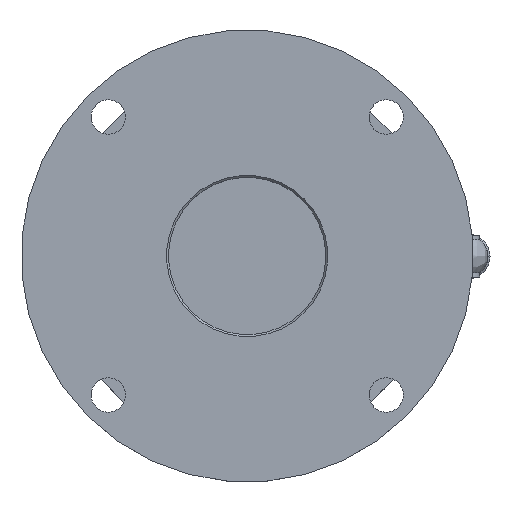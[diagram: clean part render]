
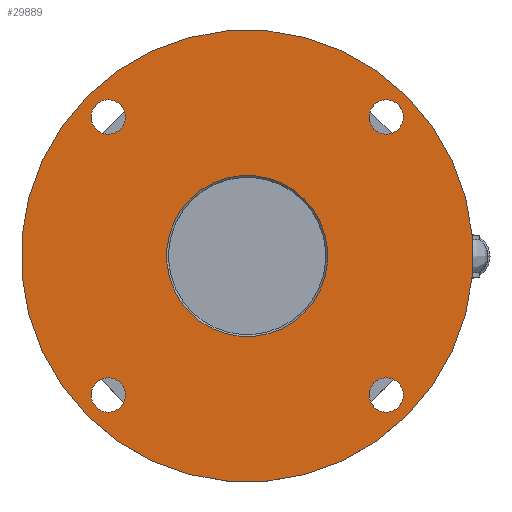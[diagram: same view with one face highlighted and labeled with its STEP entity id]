
A CAD part, top view. The second image highlights one B-rep face of the part: STEP entity #29889.
In plain terms, the highlighted planar face has unit normal (0, 0, 1).
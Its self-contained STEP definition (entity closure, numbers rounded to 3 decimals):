
#889 = CIRCLE ( 'NONE', #39263, 8.75 ) ;
#896 = CARTESIAN_POINT ( 'NONE',  ( 0., 0., 185. ) ) ;
#1059 = DIRECTION ( 'NONE',  ( 0.707, -0.707, 0. ) ) ;
#1312 = AXIS2_PLACEMENT_3D ( 'NONE', #22655, #23037, #27602 ) ;
#1352 = DIRECTION ( 'NONE',  ( 0.707, -0.707, 0. ) ) ;
#1953 = VERTEX_POINT ( 'NONE', #37987 ) ;
#2841 = CIRCLE ( 'NONE', #3649, 41. ) ;
#2882 = DIRECTION ( 'NONE',  ( 0., 0., -1. ) ) ;
#3203 = DIRECTION ( 'NONE',  ( 0., 0., -1. ) ) ;
#3649 = AXIS2_PLACEMENT_3D ( 'NONE', #51013, #29878, #8099 ) ;
#3725 = DIRECTION ( 'NONE',  ( 0.707, -0.707, 0. ) ) ;
#4065 = CARTESIAN_POINT ( 'NONE',  ( -28.991, 28.991, 185. ) ) ;
#6997 = FACE_BOUND ( 'NONE', #13078, .T. ) ;
#8099 = DIRECTION ( 'NONE',  ( 0.707, -0.707, 0. ) ) ;
#8572 = DIRECTION ( 'NONE',  ( 0., 0., -1. ) ) ;
#8977 = AXIS2_PLACEMENT_3D ( 'NONE', #896, #52226, #34855 ) ;
#9415 = VERTEX_POINT ( 'NONE', #48480 ) ;
#11369 = DIRECTION ( 'NONE',  ( 0., 0., -1. ) ) ;
#11607 = VERTEX_POINT ( 'NONE', #18538 ) ;
#12011 = DIRECTION ( 'NONE',  ( 0.707, -0.707, 0. ) ) ;
#12738 = CARTESIAN_POINT ( 'NONE',  ( 76.898, -76.898, 185. ) ) ;
#13078 = EDGE_LOOP ( 'NONE', ( #17340, #27675 ) ) ;
#14621 = PLANE ( 'NONE',  #49739 ) ;
#15553 = CIRCLE ( 'NONE', #15663, 8.75 ) ;
#15579 = CARTESIAN_POINT ( 'NONE',  ( 64.523, 76.898, 185. ) ) ;
#15663 = AXIS2_PLACEMENT_3D ( 'NONE', #54931, #3203, #12011 ) ;
#16050 = CARTESIAN_POINT ( 'NONE',  ( 70.711, 70.711, 185. ) ) ;
#16205 = VERTEX_POINT ( 'NONE', #26680 ) ;
#16431 = ORIENTED_EDGE ( 'NONE', *, *, #17071, .T. ) ;
#16557 = EDGE_CURVE ( 'NONE', #9415, #54793, #34162, .T. ) ;
#17071 = EDGE_CURVE ( 'NONE', #18313, #25286, #27360, .T. ) ;
#17340 = ORIENTED_EDGE ( 'NONE', *, *, #44074, .T. ) ;
#17772 = DIRECTION ( 'NONE',  ( 0.707, -0.707, 0. ) ) ;
#18313 = VERTEX_POINT ( 'NONE', #47860 ) ;
#18420 = AXIS2_PLACEMENT_3D ( 'NONE', #38865, #34132, #42866 ) ;
#18538 = CARTESIAN_POINT ( 'NONE',  ( 28.991, -28.991, 185. ) ) ;
#19279 = CIRCLE ( 'NONE', #49012, 8.75 ) ;
#19417 = ORIENTED_EDGE ( 'NONE', *, *, #16557, .F. ) ;
#21043 = VERTEX_POINT ( 'NONE', #36988 ) ;
#21090 = FACE_BOUND ( 'NONE', #39634, .T. ) ;
#21112 = ORIENTED_EDGE ( 'NONE', *, *, #43385, .T. ) ;
#21323 = CARTESIAN_POINT ( 'NONE',  ( -70.711, 70.711, 185. ) ) ;
#22228 = VERTEX_POINT ( 'NONE', #4065 ) ;
#22249 = ORIENTED_EDGE ( 'NONE', *, *, #37300, .T. ) ;
#22404 = AXIS2_PLACEMENT_3D ( 'NONE', #21323, #8572, #39402 ) ;
#22655 = CARTESIAN_POINT ( 'NONE',  ( 70.711, -70.711, 185. ) ) ;
#23037 = DIRECTION ( 'NONE',  ( 0., 0., -1. ) ) ;
#23232 = EDGE_CURVE ( 'NONE', #52020, #31309, #42766, .T. ) ;
#23705 = AXIS2_PLACEMENT_3D ( 'NONE', #54057, #2882, #49694 ) ;
#25286 = VERTEX_POINT ( 'NONE', #15579 ) ;
#26012 = CIRCLE ( 'NONE', #18420, 8.75 ) ;
#26680 = CARTESIAN_POINT ( 'NONE',  ( -76.898, 76.898, 185. ) ) ;
#27073 = DIRECTION ( 'NONE',  ( 0., 0., -1. ) ) ;
#27144 = ORIENTED_EDGE ( 'NONE', *, *, #50891, .T. ) ;
#27347 = EDGE_LOOP ( 'NONE', ( #35993, #21112 ) ) ;
#27360 = CIRCLE ( 'NONE', #33722, 8.75 ) ;
#27602 = DIRECTION ( 'NONE',  ( 0.707, -0.707, 0. ) ) ;
#27675 = ORIENTED_EDGE ( 'NONE', *, *, #23232, .T. ) ;
#28004 = EDGE_LOOP ( 'NONE', ( #27144, #32756 ) ) ;
#29853 = FACE_BOUND ( 'NONE', #27347, .T. ) ;
#29878 = DIRECTION ( 'NONE',  ( 0., 0., -1. ) ) ;
#29889 = ADVANCED_FACE ( 'NONE', ( #29853, #21090, #6997, #31831, #53459, #31201 ), #14621, .F. ) ;
#30149 = EDGE_CURVE ( 'NONE', #21043, #1953, #43320, .T. ) ;
#30195 = EDGE_CURVE ( 'NONE', #16205, #55095, #889, .T. ) ;
#30431 = CARTESIAN_POINT ( 'NONE',  ( -64.523, 64.523, 185. ) ) ;
#31201 = FACE_OUTER_BOUND ( 'NONE', #42803, .T. ) ;
#31309 = VERTEX_POINT ( 'NONE', #12738 ) ;
#31831 = FACE_BOUND ( 'NONE', #35297, .T. ) ;
#32448 = EDGE_CURVE ( 'NONE', #1953, #21043, #15553, .T. ) ;
#32756 = ORIENTED_EDGE ( 'NONE', *, *, #30195, .T. ) ;
#33722 = AXIS2_PLACEMENT_3D ( 'NONE', #16050, #11369, #50501 ) ;
#34132 = DIRECTION ( 'NONE',  ( 0., 0., -1. ) ) ;
#34162 = CIRCLE ( 'NONE', #23705, 115. ) ;
#34855 = DIRECTION ( 'NONE',  ( 0.707, -0.707, 0. ) ) ;
#35297 = EDGE_LOOP ( 'NONE', ( #16431, #22249 ) ) ;
#35395 = ORIENTED_EDGE ( 'NONE', *, *, #48061, .F. ) ;
#35593 = CARTESIAN_POINT ( 'NONE',  ( 70.711, -70.711, 185. ) ) ;
#35993 = ORIENTED_EDGE ( 'NONE', *, *, #54946, .T. ) ;
#36002 = AXIS2_PLACEMENT_3D ( 'NONE', #43072, #47369, #17772 ) ;
#36988 = CARTESIAN_POINT ( 'NONE',  ( -76.898, -64.523, 185. ) ) ;
#37300 = EDGE_CURVE ( 'NONE', #25286, #18313, #26012, .T. ) ;
#37421 = CIRCLE ( 'NONE', #22404, 8.75 ) ;
#37987 = CARTESIAN_POINT ( 'NONE',  ( -64.523, -76.898, 185. ) ) ;
#38162 = CARTESIAN_POINT ( 'NONE',  ( -70.711, 70.711, 185. ) ) ;
#38865 = CARTESIAN_POINT ( 'NONE',  ( 70.711, 70.711, 185. ) ) ;
#39263 = AXIS2_PLACEMENT_3D ( 'NONE', #38162, #46082, #3725 ) ;
#39402 = DIRECTION ( 'NONE',  ( 0.707, -0.707, 0. ) ) ;
#39634 = EDGE_LOOP ( 'NONE', ( #45275, #49814 ) ) ;
#40000 = AXIS2_PLACEMENT_3D ( 'NONE', #42152, #50783, #46270 ) ;
#41816 = CARTESIAN_POINT ( 'NONE',  ( -81.317, 81.317, 185. ) ) ;
#42152 = CARTESIAN_POINT ( 'NONE',  ( -70.711, -70.711, 185. ) ) ;
#42766 = CIRCLE ( 'NONE', #1312, 8.75 ) ;
#42803 = EDGE_LOOP ( 'NONE', ( #19417, #35395 ) ) ;
#42866 = DIRECTION ( 'NONE',  ( 0.707, -0.707, 0. ) ) ;
#43072 = CARTESIAN_POINT ( 'NONE',  ( 0., 0., 185. ) ) ;
#43320 = CIRCLE ( 'NONE', #40000, 8.75 ) ;
#43385 = EDGE_CURVE ( 'NONE', #11607, #22228, #49593, .T. ) ;
#44074 = EDGE_CURVE ( 'NONE', #31309, #52020, #19279, .T. ) ;
#44583 = CARTESIAN_POINT ( 'NONE',  ( 0., 0., 185. ) ) ;
#45275 = ORIENTED_EDGE ( 'NONE', *, *, #32448, .T. ) ;
#46082 = DIRECTION ( 'NONE',  ( 0., 0., -1. ) ) ;
#46270 = DIRECTION ( 'NONE',  ( 0.707, -0.707, 0. ) ) ;
#47369 = DIRECTION ( 'NONE',  ( 0., 0., -1. ) ) ;
#47860 = CARTESIAN_POINT ( 'NONE',  ( 76.898, 64.523, 185. ) ) ;
#48061 = EDGE_CURVE ( 'NONE', #54793, #9415, #55220, .T. ) ;
#48480 = CARTESIAN_POINT ( 'NONE',  ( 81.317, -81.317, 185. ) ) ;
#49012 = AXIS2_PLACEMENT_3D ( 'NONE', #35593, #52603, #1059 ) ;
#49593 = CIRCLE ( 'NONE', #8977, 41. ) ;
#49694 = DIRECTION ( 'NONE',  ( 0.707, -0.707, 0. ) ) ;
#49739 = AXIS2_PLACEMENT_3D ( 'NONE', #44583, #27073, #1352 ) ;
#49814 = ORIENTED_EDGE ( 'NONE', *, *, #30149, .T. ) ;
#50501 = DIRECTION ( 'NONE',  ( 0.707, -0.707, 0. ) ) ;
#50783 = DIRECTION ( 'NONE',  ( 0., 0., -1. ) ) ;
#50891 = EDGE_CURVE ( 'NONE', #55095, #16205, #37421, .T. ) ;
#51013 = CARTESIAN_POINT ( 'NONE',  ( 0., 0., 185. ) ) ;
#52020 = VERTEX_POINT ( 'NONE', #54170 ) ;
#52226 = DIRECTION ( 'NONE',  ( 0., 0., -1. ) ) ;
#52603 = DIRECTION ( 'NONE',  ( 0., 0., -1. ) ) ;
#53459 = FACE_BOUND ( 'NONE', #28004, .T. ) ;
#54057 = CARTESIAN_POINT ( 'NONE',  ( 0., 0., 185. ) ) ;
#54170 = CARTESIAN_POINT ( 'NONE',  ( 64.523, -64.523, 185. ) ) ;
#54793 = VERTEX_POINT ( 'NONE', #41816 ) ;
#54931 = CARTESIAN_POINT ( 'NONE',  ( -70.711, -70.711, 185. ) ) ;
#54946 = EDGE_CURVE ( 'NONE', #22228, #11607, #2841, .T. ) ;
#55095 = VERTEX_POINT ( 'NONE', #30431 ) ;
#55220 = CIRCLE ( 'NONE', #36002, 115. ) ;
